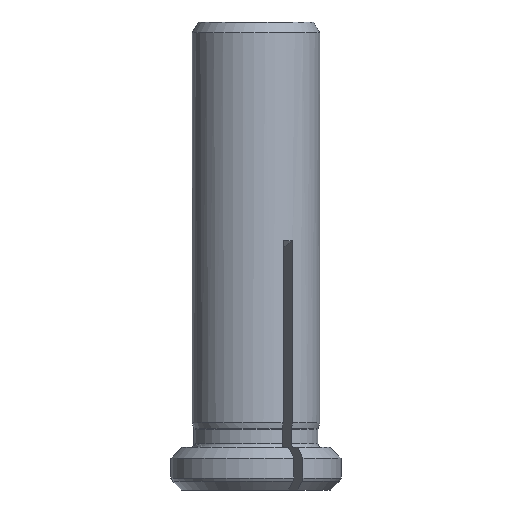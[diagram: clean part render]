
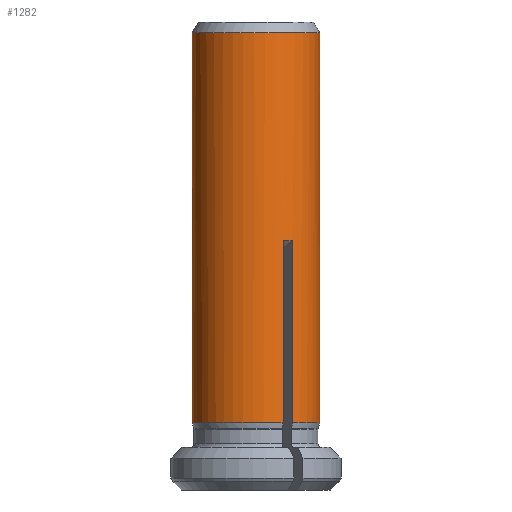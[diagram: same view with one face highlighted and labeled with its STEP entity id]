
A CAD part, front view. The second image highlights one B-rep face of the part: STEP entity #1282.
In plain terms, the highlighted cylindrical face has radius 6 mm (diameter 12 mm), a full revolution.
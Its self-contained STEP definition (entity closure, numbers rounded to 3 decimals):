
#23=ELLIPSE('',#1429,6.385,6.);
#24=ELLIPSE('',#1430,6.385,6.);
#25=ELLIPSE('',#1431,6.385,6.);
#101=LINE('',#2311,#167);
#102=LINE('',#2313,#168);
#103=LINE('',#2317,#169);
#104=LINE('',#2318,#170);
#105=LINE('',#2322,#171);
#106=LINE('',#2323,#172);
#167=VECTOR('',#1735,1000.);
#168=VECTOR('',#1736,1000.);
#169=VECTOR('',#1739,1000.);
#170=VECTOR('',#1740,1000.);
#171=VECTOR('',#1743,1000.);
#172=VECTOR('',#1744,1000.);
#198=CYLINDRICAL_SURFACE('',#1428,6.);
#200=CIRCLE('',#1311,6.);
#215=CIRCLE('',#1339,6.);
#230=CIRCLE('',#1367,6.);
#233=CIRCLE('',#1371,6.);
#490=ORIENTED_EDGE('',*,*,#821,.F.);
#491=ORIENTED_EDGE('',*,*,#732,.T.);
#492=ORIENTED_EDGE('',*,*,#822,.T.);
#493=ORIENTED_EDGE('',*,*,#823,.F.);
#494=ORIENTED_EDGE('',*,*,#824,.F.);
#495=ORIENTED_EDGE('',*,*,#692,.T.);
#496=ORIENTED_EDGE('',*,*,#825,.T.);
#497=ORIENTED_EDGE('',*,*,#826,.F.);
#498=ORIENTED_EDGE('',*,*,#827,.F.);
#499=ORIENTED_EDGE('',*,*,#651,.T.);
#500=ORIENTED_EDGE('',*,*,#828,.T.);
#501=ORIENTED_EDGE('',*,*,#829,.F.);
#502=ORIENTED_EDGE('',*,*,#737,.T.);
#651=EDGE_CURVE('',#845,#843,#200,.T.);
#692=EDGE_CURVE('',#875,#873,#215,.T.);
#732=EDGE_CURVE('',#903,#904,#230,.T.);
#737=EDGE_CURVE('',#908,#908,#233,.T.);
#821=EDGE_CURVE('',#903,#969,#101,.T.);
#822=EDGE_CURVE('',#904,#970,#102,.T.);
#823=EDGE_CURVE('',#971,#970,#23,.F.);
#824=EDGE_CURVE('',#875,#971,#103,.T.);
#825=EDGE_CURVE('',#873,#972,#104,.T.);
#826=EDGE_CURVE('',#973,#972,#24,.F.);
#827=EDGE_CURVE('',#845,#973,#105,.T.);
#828=EDGE_CURVE('',#843,#974,#106,.T.);
#829=EDGE_CURVE('',#969,#974,#25,.F.);
#843=VERTEX_POINT('',#1795);
#845=VERTEX_POINT('',#1798);
#873=VERTEX_POINT('',#1933);
#875=VERTEX_POINT('',#1936);
#903=VERTEX_POINT('',#2068);
#904=VERTEX_POINT('',#2069);
#908=VERTEX_POINT('',#2085);
#969=VERTEX_POINT('',#2312);
#970=VERTEX_POINT('',#2314);
#971=VERTEX_POINT('',#2316);
#972=VERTEX_POINT('',#2319);
#973=VERTEX_POINT('',#2321);
#974=VERTEX_POINT('',#2324);
#1101=EDGE_LOOP('',(#490,#491,#492,#493,#494,#495,#496,#497,#498,#499,#500,
#501));
#1102=EDGE_LOOP('',(#502));
#1187=FACE_BOUND('',#1101,.T.);
#1188=FACE_BOUND('',#1102,.T.);
#1282=ADVANCED_FACE('',(#1187,#1188),#198,.T.);
#1311=AXIS2_PLACEMENT_3D('',#1797,#1451,#1452);
#1339=AXIS2_PLACEMENT_3D('',#1935,#1515,#1516);
#1367=AXIS2_PLACEMENT_3D('',#2067,#1579,#1580);
#1371=AXIS2_PLACEMENT_3D('',#2084,#1587,#1588);
#1428=AXIS2_PLACEMENT_3D('',#2310,#1733,#1734);
#1429=AXIS2_PLACEMENT_3D('',#2315,#1737,#1738);
#1430=AXIS2_PLACEMENT_3D('',#2320,#1741,#1742);
#1431=AXIS2_PLACEMENT_3D('',#2325,#1745,#1746);
#1451=DIRECTION('',(0.,0.,1.));
#1452=DIRECTION('',(1.,0.,0.));
#1515=DIRECTION('',(0.,0.,1.));
#1516=DIRECTION('',(1.,0.,0.));
#1579=DIRECTION('',(0.,0.,1.));
#1580=DIRECTION('',(1.,0.,0.));
#1587=DIRECTION('',(0.,0.,-1.));
#1588=DIRECTION('',(-1.,0.,0.));
#1733=DIRECTION('',(0.,0.,1.));
#1734=DIRECTION('',(1.,0.,0.));
#1735=DIRECTION('',(0.,0.,1.));
#1736=DIRECTION('',(0.,0.,1.));
#1737=DIRECTION('',(0.342,0.,0.94));
#1738=DIRECTION('',(-0.94,0.,0.342));
#1739=DIRECTION('',(0.,0.,1.));
#1740=DIRECTION('',(0.,0.,1.));
#1741=DIRECTION('',(-0.171,0.296,0.94));
#1742=DIRECTION('',(0.47,-0.814,0.342));
#1743=DIRECTION('',(0.,0.,1.));
#1744=DIRECTION('',(0.,0.,1.));
#1745=DIRECTION('',(-0.171,-0.296,0.94));
#1746=DIRECTION('',(0.47,0.814,0.342));
#1795=CARTESIAN_POINT('',(3.423,4.928,6.313));
#1797=CARTESIAN_POINT('',(0.,0.,6.313));
#1798=CARTESIAN_POINT('',(3.423,-4.928,6.313));
#1933=CARTESIAN_POINT('',(2.557,-5.428,6.313));
#1935=CARTESIAN_POINT('',(0.,0.,6.313));
#1936=CARTESIAN_POINT('',(-5.979,-0.5,6.313));
#2067=CARTESIAN_POINT('',(0.,0.,6.313));
#2068=CARTESIAN_POINT('',(2.557,5.428,6.313));
#2069=CARTESIAN_POINT('',(-5.979,0.5,6.313));
#2084=CARTESIAN_POINT('',(0.,0.,42.987));
#2085=CARTESIAN_POINT('',(-6.,0.,42.987));
#2310=CARTESIAN_POINT('',(0.,0.,60.));
#2311=CARTESIAN_POINT('',(2.557,5.428,60.));
#2312=CARTESIAN_POINT('',(2.557,5.428,23.448));
#2313=CARTESIAN_POINT('',(-5.979,0.5,60.));
#2314=CARTESIAN_POINT('',(-5.979,0.5,23.448));
#2315=CARTESIAN_POINT('',(0.,0.,21.272));
#2316=CARTESIAN_POINT('',(-5.979,-0.5,23.448));
#2317=CARTESIAN_POINT('',(-5.979,-0.5,60.));
#2318=CARTESIAN_POINT('',(2.557,-5.428,60.));
#2319=CARTESIAN_POINT('',(2.557,-5.428,23.448));
#2320=CARTESIAN_POINT('',(0.,0.,21.272));
#2321=CARTESIAN_POINT('',(3.423,-4.928,23.448));
#2322=CARTESIAN_POINT('',(3.423,-4.928,60.));
#2323=CARTESIAN_POINT('',(3.423,4.928,60.));
#2324=CARTESIAN_POINT('',(3.423,4.928,23.448));
#2325=CARTESIAN_POINT('',(0.,0.,21.272));
